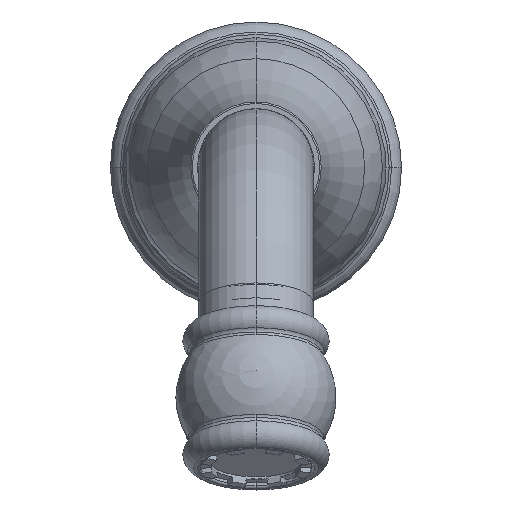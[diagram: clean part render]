
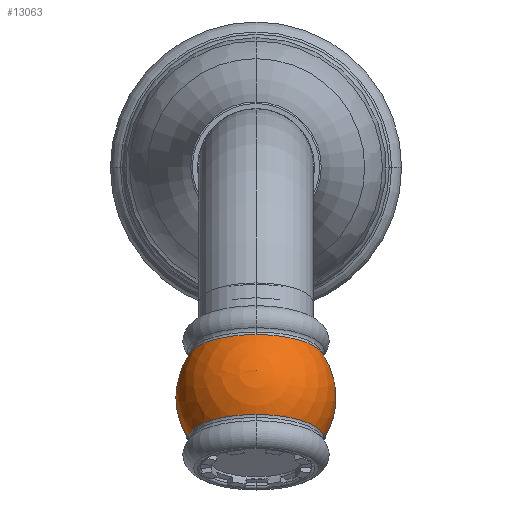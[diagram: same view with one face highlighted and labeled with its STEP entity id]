
A CAD part, top view. The second image highlights one B-rep face of the part: STEP entity #13063.
In plain terms, the highlighted spherical face has radius 15.4 mm.
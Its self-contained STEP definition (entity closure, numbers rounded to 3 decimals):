
#1219 = VERTEX_POINT ( 'NONE', #19568 ) ;
#1427 = VERTEX_POINT ( 'NONE', #8586 ) ;
#1631 = DIRECTION ( 'NONE',  ( -1., 0., 0. ) ) ;
#2219 = CIRCLE ( 'NONE', #18360, 15.4 ) ;
#2544 = CARTESIAN_POINT ( 'NONE',  ( 0., 6.293, 0. ) ) ;
#3227 = ORIENTED_EDGE ( 'NONE', *, *, #8993, .T. ) ;
#3258 = ORIENTED_EDGE ( 'NONE', *, *, #7869, .F. ) ;
#3261 = VERTEX_POINT ( 'NONE', #21397 ) ;
#3330 = EDGE_CURVE ( 'NONE', #23699, #3261, #15135, .T. ) ;
#3433 = DIRECTION ( 'NONE',  ( 0., 0., -1. ) ) ;
#3437 = CIRCLE ( 'NONE', #8431, 13.052 ) ;
#4026 = DIRECTION ( 'NONE',  ( 1., 0., 0. ) ) ;
#4112 = AXIS2_PLACEMENT_3D ( 'NONE', #17013, #20637, #13066 ) ;
#4219 = AXIS2_PLACEMENT_3D ( 'NONE', #18132, #5370, #1631 ) ;
#5000 = AXIS2_PLACEMENT_3D ( 'NONE', #11261, #9453, #4026 ) ;
#5255 = DIRECTION ( 'NONE',  ( 0., -1., 0. ) ) ;
#5370 = DIRECTION ( 'NONE',  ( 0., 0., 1. ) ) ;
#5960 = CARTESIAN_POINT ( 'NONE',  ( 0., 6.293, 13.052 ) ) ;
#6145 = CIRCLE ( 'NONE', #5000, 15.4 ) ;
#6356 = DIRECTION ( 'NONE',  ( 0., 0., -1. ) ) ;
#6429 = ORIENTED_EDGE ( 'NONE', *, *, #3330, .T. ) ;
#6686 = FACE_OUTER_BOUND ( 'NONE', #12215, .T. ) ;
#7869 = EDGE_CURVE ( 'NONE', #20885, #1427, #2219, .T. ) ;
#7945 = EDGE_CURVE ( 'NONE', #20885, #19800, #8337, .T. ) ;
#7946 = DIRECTION ( 'NONE',  ( 0., 0., 1. ) ) ;
#8337 = CIRCLE ( 'NONE', #4112, 13.052 ) ;
#8431 = AXIS2_PLACEMENT_3D ( 'NONE', #19003, #13835, #6356 ) ;
#8586 = CARTESIAN_POINT ( 'NONE',  ( -13.052, 22.641, 0. ) ) ;
#8993 = EDGE_CURVE ( 'NONE', #19800, #1219, #9531, .T. ) ;
#9453 = DIRECTION ( 'NONE',  ( 0., 0., 1. ) ) ;
#9531 = CIRCLE ( 'NONE', #17596, 13.052 ) ;
#11261 = CARTESIAN_POINT ( 'NONE',  ( 0., 14.467, 0. ) ) ;
#12215 = EDGE_LOOP ( 'NONE', ( #13662, #3227, #22456, #6429, #14872, #3258 ) ) ;
#12434 = EDGE_CURVE ( 'NONE', #3261, #1427, #3437, .T. ) ;
#13063 = ADVANCED_FACE ( 'NONE', ( #6686 ), #15485, .T. ) ;
#13066 = DIRECTION ( 'NONE',  ( 0., 0., 1. ) ) ;
#13190 = EDGE_CURVE ( 'NONE', #1219, #23699, #6145, .T. ) ;
#13266 = DIRECTION ( 'NONE',  ( 0., 1., 0. ) ) ;
#13662 = ORIENTED_EDGE ( 'NONE', *, *, #7945, .T. ) ;
#13835 = DIRECTION ( 'NONE',  ( 0., -1., 0. ) ) ;
#14532 = CARTESIAN_POINT ( 'NONE',  ( 0., 22.641, 0. ) ) ;
#14635 = DIRECTION ( 'NONE',  ( -1., 0., 0. ) ) ;
#14872 = ORIENTED_EDGE ( 'NONE', *, *, #12434, .T. ) ;
#15135 = CIRCLE ( 'NONE', #22451, 13.052 ) ;
#15485 = SPHERICAL_SURFACE ( 'NONE', #4219, 15.4 ) ;
#15805 = CARTESIAN_POINT ( 'NONE',  ( 13.052, 22.641, 0. ) ) ;
#16683 = DIRECTION ( 'NONE',  ( 0., 0., -1. ) ) ;
#17013 = CARTESIAN_POINT ( 'NONE',  ( 0., 6.293, 0. ) ) ;
#17596 = AXIS2_PLACEMENT_3D ( 'NONE', #2544, #13266, #7946 ) ;
#18132 = CARTESIAN_POINT ( 'NONE',  ( 0., 14.467, 0. ) ) ;
#18360 = AXIS2_PLACEMENT_3D ( 'NONE', #21625, #3433, #14635 ) ;
#19003 = CARTESIAN_POINT ( 'NONE',  ( 0., 22.641, 0. ) ) ;
#19560 = CARTESIAN_POINT ( 'NONE',  ( -13.052, 6.293, 0. ) ) ;
#19568 = CARTESIAN_POINT ( 'NONE',  ( 13.052, 6.293, 0. ) ) ;
#19800 = VERTEX_POINT ( 'NONE', #5960 ) ;
#20637 = DIRECTION ( 'NONE',  ( 0., 1., 0. ) ) ;
#20885 = VERTEX_POINT ( 'NONE', #19560 ) ;
#21397 = CARTESIAN_POINT ( 'NONE',  ( 0., 22.641, 13.052 ) ) ;
#21625 = CARTESIAN_POINT ( 'NONE',  ( 0., 14.467, 0. ) ) ;
#22451 = AXIS2_PLACEMENT_3D ( 'NONE', #14532, #5255, #16683 ) ;
#22456 = ORIENTED_EDGE ( 'NONE', *, *, #13190, .T. ) ;
#23699 = VERTEX_POINT ( 'NONE', #15805 ) ;
